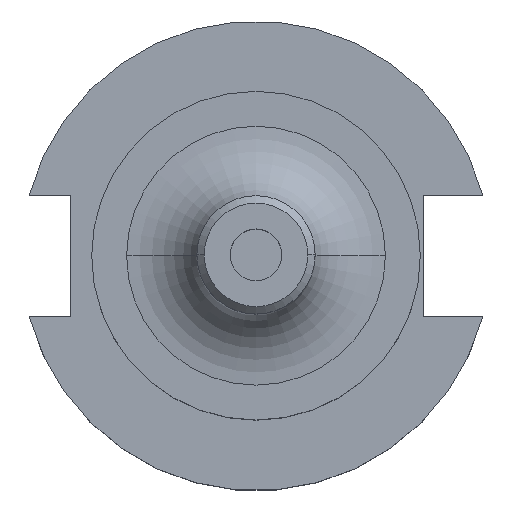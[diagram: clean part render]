
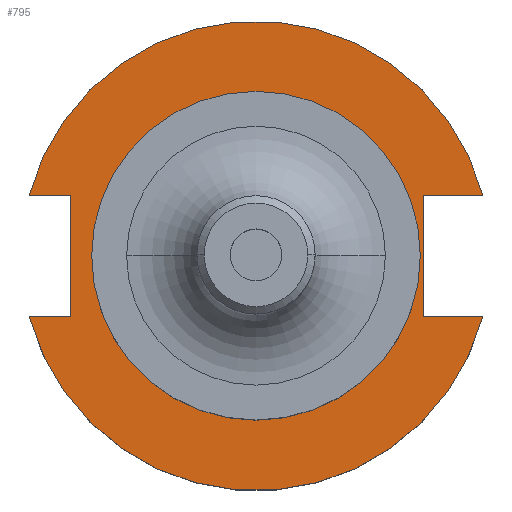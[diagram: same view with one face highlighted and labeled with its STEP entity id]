
A CAD part, top view. The second image highlights one B-rep face of the part: STEP entity #795.
In plain terms, the highlighted planar face has unit normal (0, 0, 1).
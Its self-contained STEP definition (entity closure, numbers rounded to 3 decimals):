
#13 = AXIS2_PLACEMENT_3D ( 'NONE', #1626, #741, #1754 ) ;
#17 = CARTESIAN_POINT ( 'NONE',  ( 30.675, 8.191, 19.05 ) ) ;
#48 = CIRCLE ( 'NONE', #1311, 22.225 ) ;
#61 = LINE ( 'NONE', #1288, #483 ) ;
#97 = CARTESIAN_POINT ( 'NONE',  ( 0., 22.225, 19.05 ) ) ;
#103 = CARTESIAN_POINT ( 'NONE',  ( -61.091, -8.191, 19.05 ) ) ;
#123 = DIRECTION ( 'NONE',  ( -1., 0., 0. ) ) ;
#158 = CARTESIAN_POINT ( 'NONE',  ( 0., 0., 19.05 ) ) ;
#180 = FACE_OUTER_BOUND ( 'NONE', #482, .T. ) ;
#189 = ORIENTED_EDGE ( 'NONE', *, *, #780, .F. ) ;
#195 = AXIS2_PLACEMENT_3D ( 'NONE', #807, #1645, #324 ) ;
#199 = LINE ( 'NONE', #487, #872 ) ;
#201 = ORIENTED_EDGE ( 'NONE', *, *, #1546, .F. ) ;
#209 = VERTEX_POINT ( 'NONE', #438 ) ;
#219 = VECTOR ( 'NONE', #1812, 1000. ) ;
#224 = VERTEX_POINT ( 'NONE', #17 ) ;
#244 = DIRECTION ( 'NONE',  ( 1., 0., 0. ) ) ;
#245 = DIRECTION ( 'NONE',  ( 1., 0., 0. ) ) ;
#262 = DIRECTION ( 'NONE',  ( 0., 0., -1. ) ) ;
#294 = DIRECTION ( 'NONE',  ( 1., 0., 0. ) ) ;
#296 = ORIENTED_EDGE ( 'NONE', *, *, #624, .T. ) ;
#316 = EDGE_CURVE ( 'NONE', #1854, #1881, #48, .T. ) ;
#324 = DIRECTION ( 'NONE',  ( 1., 0., 0. ) ) ;
#359 = EDGE_CURVE ( 'NONE', #1881, #1854, #1449, .T. ) ;
#373 = ORIENTED_EDGE ( 'NONE', *, *, #1699, .F. ) ;
#410 = CARTESIAN_POINT ( 'NONE',  ( -22.225, 0., 19.05 ) ) ;
#419 = CARTESIAN_POINT ( 'NONE',  ( 22.225, 0., 19.05 ) ) ;
#438 = CARTESIAN_POINT ( 'NONE',  ( 30.675, -8.191, 19.05 ) ) ;
#482 = EDGE_LOOP ( 'NONE', ( #592, #373, #296, #189, #805, #201, #1485, #802 ) ) ;
#483 = VECTOR ( 'NONE', #563, 1000. ) ;
#487 = CARTESIAN_POINT ( 'NONE',  ( -25.091, 8.191, 19.05 ) ) ;
#516 = FACE_BOUND ( 'NONE', #633, .T. ) ;
#548 = VECTOR ( 'NONE', #244, 1000. ) ;
#563 = DIRECTION ( 'NONE',  ( -1., 0., 0. ) ) ;
#592 = ORIENTED_EDGE ( 'NONE', *, *, #997, .T. ) ;
#624 = EDGE_CURVE ( 'NONE', #1140, #209, #1570, .T. ) ;
#633 = EDGE_LOOP ( 'NONE', ( #1574, #1870 ) ) ;
#735 = EDGE_CURVE ( 'NONE', #224, #814, #1079, .T. ) ;
#741 = DIRECTION ( 'NONE',  ( 0., 0., 1. ) ) ;
#764 = CARTESIAN_POINT ( 'NONE',  ( -30.675, 8.191, 19.05 ) ) ;
#774 = CARTESIAN_POINT ( 'NONE',  ( 22.606, 8.191, 19.05 ) ) ;
#780 = EDGE_CURVE ( 'NONE', #1861, #209, #1677, .T. ) ;
#795 = ADVANCED_FACE ( 'NONE', ( #516, #180 ), #1256, .F. ) ;
#802 = ORIENTED_EDGE ( 'NONE', *, *, #817, .T. ) ;
#805 = ORIENTED_EDGE ( 'NONE', *, *, #1664, .T. ) ;
#807 = CARTESIAN_POINT ( 'NONE',  ( 0., 0., 19.05 ) ) ;
#809 = LINE ( 'NONE', #1029, #1552 ) ;
#814 = VERTEX_POINT ( 'NONE', #764 ) ;
#817 = EDGE_CURVE ( 'NONE', #814, #1625, #809, .T. ) ;
#870 = CARTESIAN_POINT ( 'NONE',  ( -30.675, -8.191, 19.05 ) ) ;
#872 = VECTOR ( 'NONE', #921, 1000. ) ;
#889 = VERTEX_POINT ( 'NONE', #1402 ) ;
#897 = VECTOR ( 'NONE', #245, 1000. ) ;
#921 = DIRECTION ( 'NONE',  ( 0., -1., 0. ) ) ;
#946 = CARTESIAN_POINT ( 'NONE',  ( 22.606, 22.225, 19.05 ) ) ;
#964 = AXIS2_PLACEMENT_3D ( 'NONE', #97, #262, #123 ) ;
#997 = EDGE_CURVE ( 'NONE', #1625, #889, #199, .T. ) ;
#1029 = CARTESIAN_POINT ( 'NONE',  ( -61.091, 8.191, 19.05 ) ) ;
#1079 = CIRCLE ( 'NONE', #195, 31.75 ) ;
#1140 = VERTEX_POINT ( 'NONE', #870 ) ;
#1161 = DIRECTION ( 'NONE',  ( 0., 0., 1. ) ) ;
#1201 = AXIS2_PLACEMENT_3D ( 'NONE', #1266, #1830, #1251 ) ;
#1251 = DIRECTION ( 'NONE',  ( 1., 0., 0. ) ) ;
#1256 = PLANE ( 'NONE',  #964 ) ;
#1266 = CARTESIAN_POINT ( 'NONE',  ( 0., 0., 19.05 ) ) ;
#1280 = LINE ( 'NONE', #103, #548 ) ;
#1288 = CARTESIAN_POINT ( 'NONE',  ( 0., 8.191, 19.05 ) ) ;
#1311 = AXIS2_PLACEMENT_3D ( 'NONE', #158, #1161, #294 ) ;
#1322 = LINE ( 'NONE', #946, #219 ) ;
#1402 = CARTESIAN_POINT ( 'NONE',  ( -25.091, -8.191, 19.05 ) ) ;
#1425 = VERTEX_POINT ( 'NONE', #774 ) ;
#1426 = CARTESIAN_POINT ( 'NONE',  ( 22.606, -8.191, 19.05 ) ) ;
#1449 = CIRCLE ( 'NONE', #13, 22.225 ) ;
#1474 = DIRECTION ( 'NONE',  ( 1., 0., 0. ) ) ;
#1485 = ORIENTED_EDGE ( 'NONE', *, *, #735, .T. ) ;
#1546 = EDGE_CURVE ( 'NONE', #224, #1425, #61, .T. ) ;
#1552 = VECTOR ( 'NONE', #1474, 1000. ) ;
#1570 = CIRCLE ( 'NONE', #1201, 31.75 ) ;
#1574 = ORIENTED_EDGE ( 'NONE', *, *, #359, .F. ) ;
#1586 = CARTESIAN_POINT ( 'NONE',  ( 0., -8.191, 19.05 ) ) ;
#1625 = VERTEX_POINT ( 'NONE', #1661 ) ;
#1626 = CARTESIAN_POINT ( 'NONE',  ( 0., 0., 19.05 ) ) ;
#1645 = DIRECTION ( 'NONE',  ( 0., 0., 1. ) ) ;
#1661 = CARTESIAN_POINT ( 'NONE',  ( -25.091, 8.191, 19.05 ) ) ;
#1664 = EDGE_CURVE ( 'NONE', #1861, #1425, #1322, .T. ) ;
#1677 = LINE ( 'NONE', #1586, #897 ) ;
#1699 = EDGE_CURVE ( 'NONE', #1140, #889, #1280, .T. ) ;
#1754 = DIRECTION ( 'NONE',  ( 1., 0., 0. ) ) ;
#1812 = DIRECTION ( 'NONE',  ( 0., 1., 0. ) ) ;
#1830 = DIRECTION ( 'NONE',  ( 0., 0., 1. ) ) ;
#1854 = VERTEX_POINT ( 'NONE', #410 ) ;
#1861 = VERTEX_POINT ( 'NONE', #1426 ) ;
#1870 = ORIENTED_EDGE ( 'NONE', *, *, #316, .F. ) ;
#1881 = VERTEX_POINT ( 'NONE', #419 ) ;
